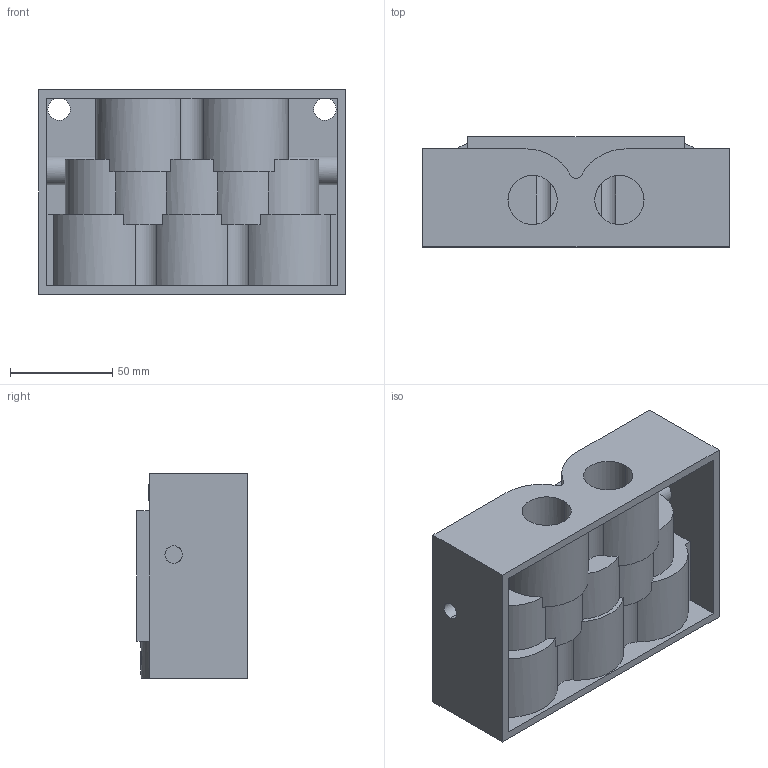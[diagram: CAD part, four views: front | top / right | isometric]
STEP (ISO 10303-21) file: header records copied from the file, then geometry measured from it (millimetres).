
FILE_DESCRIPTION (( 'STEP AP203' ), '1' );
FILE_NAME ('SIB64-S.STEP', '2020-04-13T05:52:42', ( 'user' ), ( '' ), 'SwSTEP 2.0', 'SolidWorks 2008', '' );
FILE_SCHEMA (( 'CONFIG_CONTROL_DESIGN' ));
Length unit declared in the file: millimetre
Products named in the file (1): SIB64-S
Bounding box: 150 x 54 x 100 mm (x, y, z)
Volume: 465113.7 mm3; surface area: 101833 mm2
Topology: 1 solids, 1 shells, 289 faces, 783 edges, 520 vertices
Faces by surface type: plane 184, cylinder 74, bspline 31
Entity records: 11281 total; most frequent: CARTESIAN_POINT 3974, ORIENTED_EDGE 1566, DIRECTION 1388, EDGE_CURVE 783, VERTEX_POINT 520, LINE 516, VECTOR 516, AXIS2_PLACEMENT_3D 436
